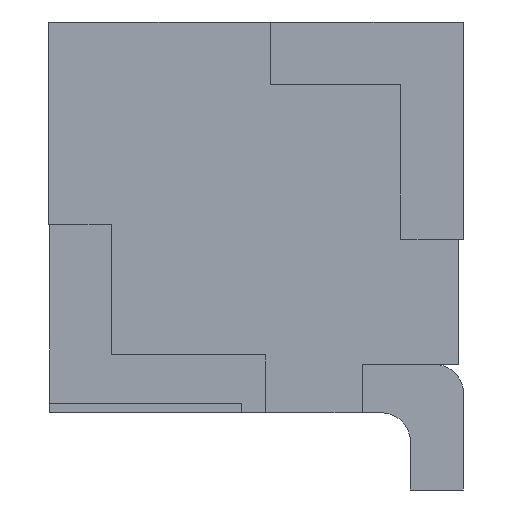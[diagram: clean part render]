
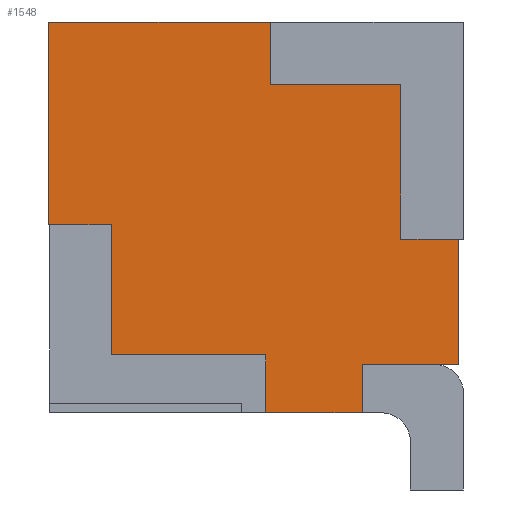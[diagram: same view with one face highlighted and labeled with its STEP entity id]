
A CAD part, left-side view. The second image highlights one B-rep face of the part: STEP entity #1548.
In plain terms, the highlighted planar face has unit normal (-1, 0, 0).
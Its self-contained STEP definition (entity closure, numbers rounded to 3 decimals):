
#52 = ORIENTED_EDGE ( 'NONE', *, *, #8133, .F. ) ;
#281 = CARTESIAN_POINT ( 'NONE',  ( -2.875, 1.95, 2.025 ) ) ;
#365 = VERTEX_POINT ( 'NONE', #4535 ) ;
#445 = DIRECTION ( 'NONE',  ( 0., 0., 1. ) ) ;
#470 = FACE_OUTER_BOUND ( 'NONE', #484, .T. ) ;
#484 = EDGE_LOOP ( 'NONE', ( #3508, #3184, #9168, #2483, #52, #5666, #6120, #6706, #6514, #8193, #548, #1582, #1798, #8649 ) ) ;
#548 = ORIENTED_EDGE ( 'NONE', *, *, #7892, .F. ) ;
#617 = CARTESIAN_POINT ( 'NONE',  ( -2.875, 1.95, 2.025 ) ) ;
#689 = VECTOR ( 'NONE', #2654, 1000. ) ;
#787 = PLANE ( 'NONE',  #6524 ) ;
#891 = VERTEX_POINT ( 'NONE', #1166 ) ;
#1166 = CARTESIAN_POINT ( 'NONE',  ( -2.875, 0.6, -0.225 ) ) ;
#1185 = CARTESIAN_POINT ( 'NONE',  ( -2.875, 4.25, -0.075 ) ) ;
#1439 = EDGE_CURVE ( 'NONE', #6936, #4657, #1516, .T. ) ;
#1516 = LINE ( 'NONE', #3761, #9017 ) ;
#1548 = ADVANCED_FACE ( 'NONE', ( #470 ), #787, .F. ) ;
#1565 = DIRECTION ( 'NONE',  ( 0., 0., 1. ) ) ;
#1573 = CARTESIAN_POINT ( 'NONE',  ( -2.875, 1.95, 1.375 ) ) ;
#1582 = ORIENTED_EDGE ( 'NONE', *, *, #9400, .F. ) ;
#1688 = DIRECTION ( 'NONE',  ( 0., 0., -1. ) ) ;
#1744 = CARTESIAN_POINT ( 'NONE',  ( -2.875, 0., 2.025 ) ) ;
#1782 = VECTOR ( 'NONE', #5980, 1000. ) ;
#1798 = ORIENTED_EDGE ( 'NONE', *, *, #5457, .F. ) ;
#1799 = CARTESIAN_POINT ( 'NONE',  ( -2.875, 4.25, -0.075 ) ) ;
#1862 = EDGE_CURVE ( 'NONE', #8985, #7490, #5006, .T. ) ;
#2271 = CARTESIAN_POINT ( 'NONE',  ( -2.875, 0.6, -0.225 ) ) ;
#2430 = LINE ( 'NONE', #1185, #8257 ) ;
#2483 = ORIENTED_EDGE ( 'NONE', *, *, #1439, .F. ) ;
#2536 = VERTEX_POINT ( 'NONE', #7419 ) ;
#2633 = CARTESIAN_POINT ( 'NONE',  ( -2.875, 4.25, 2.025 ) ) ;
#2654 = DIRECTION ( 'NONE',  ( 0., 0., 1. ) ) ;
#2771 = LINE ( 'NONE', #9335, #4279 ) ;
#2802 = LINE ( 'NONE', #6728, #6245 ) ;
#2833 = EDGE_CURVE ( 'NONE', #4361, #6064, #2771, .T. ) ;
#2865 = DIRECTION ( 'NONE',  ( 1., 0., 0. ) ) ;
#2932 = EDGE_CURVE ( 'NONE', #891, #8392, #6784, .T. ) ;
#3184 = ORIENTED_EDGE ( 'NONE', *, *, #3411, .F. ) ;
#3385 = CARTESIAN_POINT ( 'NONE',  ( -2.875, 0., -0.225 ) ) ;
#3411 = EDGE_CURVE ( 'NONE', #6480, #8985, #2430, .T. ) ;
#3508 = ORIENTED_EDGE ( 'NONE', *, *, #1862, .F. ) ;
#3761 = CARTESIAN_POINT ( 'NONE',  ( -2.875, 3.6, -1.425 ) ) ;
#3775 = VERTEX_POINT ( 'NONE', #6567 ) ;
#3845 = CARTESIAN_POINT ( 'NONE',  ( -2.875, 2., -1.425 ) ) ;
#3918 = CARTESIAN_POINT ( 'NONE',  ( -2.875, 2., -2.025 ) ) ;
#3947 = DIRECTION ( 'NONE',  ( 0., 0., 1. ) ) ;
#4024 = CARTESIAN_POINT ( 'NONE',  ( -2.875, 3.6, -0.075 ) ) ;
#4204 = VECTOR ( 'NONE', #7214, 1000. ) ;
#4235 = DIRECTION ( 'NONE',  ( 0., 1., 0. ) ) ;
#4279 = VECTOR ( 'NONE', #4235, 1000. ) ;
#4361 = VERTEX_POINT ( 'NONE', #5029 ) ;
#4535 = CARTESIAN_POINT ( 'NONE',  ( -2.875, 1.95, 1.375 ) ) ;
#4591 = DIRECTION ( 'NONE',  ( 0., 1., 0. ) ) ;
#4638 = LINE ( 'NONE', #6929, #7938 ) ;
#4642 = LINE ( 'NONE', #6148, #8057 ) ;
#4657 = VERTEX_POINT ( 'NONE', #6052 ) ;
#5006 = LINE ( 'NONE', #8520, #689 ) ;
#5029 = CARTESIAN_POINT ( 'NONE',  ( -2.875, 0., -1.525 ) ) ;
#5050 = CARTESIAN_POINT ( 'NONE',  ( -2.875, 1., -1.525 ) ) ;
#5071 = VECTOR ( 'NONE', #1565, 1000. ) ;
#5115 = LINE ( 'NONE', #2633, #9309 ) ;
#5188 = CARTESIAN_POINT ( 'NONE',  ( -2.875, 4.25, 2.025 ) ) ;
#5214 = VERTEX_POINT ( 'NONE', #3918 ) ;
#5220 = LINE ( 'NONE', #617, #4204 ) ;
#5432 = VECTOR ( 'NONE', #7593, 1000. ) ;
#5457 = EDGE_CURVE ( 'NONE', #6951, #365, #5220, .T. ) ;
#5645 = LINE ( 'NONE', #3845, #5071 ) ;
#5650 = LINE ( 'NONE', #1744, #5432 ) ;
#5666 = ORIENTED_EDGE ( 'NONE', *, *, #7469, .F. ) ;
#5980 = DIRECTION ( 'NONE',  ( 0., -1., 0. ) ) ;
#6052 = CARTESIAN_POINT ( 'NONE',  ( -2.875, 3.6, -1.425 ) ) ;
#6064 = VERTEX_POINT ( 'NONE', #5050 ) ;
#6120 = ORIENTED_EDGE ( 'NONE', *, *, #7969, .T. ) ;
#6148 = CARTESIAN_POINT ( 'NONE',  ( -2.875, 3.6, -0.075 ) ) ;
#6245 = VECTOR ( 'NONE', #8879, 1000. ) ;
#6445 = EDGE_CURVE ( 'NONE', #4657, #6480, #4642, .T. ) ;
#6480 = VERTEX_POINT ( 'NONE', #4024 ) ;
#6514 = ORIENTED_EDGE ( 'NONE', *, *, #6985, .T. ) ;
#6524 = AXIS2_PLACEMENT_3D ( 'NONE', #8064, #2865, #8790 ) ;
#6567 = CARTESIAN_POINT ( 'NONE',  ( -2.875, 0.6, 1.375 ) ) ;
#6644 = CARTESIAN_POINT ( 'NONE',  ( -2.875, 0.6, 1.375 ) ) ;
#6706 = ORIENTED_EDGE ( 'NONE', *, *, #2833, .F. ) ;
#6728 = CARTESIAN_POINT ( 'NONE',  ( -2.875, 4.25, -2.025 ) ) ;
#6784 = LINE ( 'NONE', #2271, #1782 ) ;
#6805 = VECTOR ( 'NONE', #1688, 1000. ) ;
#6922 = LINE ( 'NONE', #6644, #6805 ) ;
#6929 = CARTESIAN_POINT ( 'NONE',  ( -2.875, 1., 2.025 ) ) ;
#6936 = VERTEX_POINT ( 'NONE', #8987 ) ;
#6951 = VERTEX_POINT ( 'NONE', #281 ) ;
#6985 = EDGE_CURVE ( 'NONE', #4361, #8392, #5650, .T. ) ;
#7005 = VECTOR ( 'NONE', #8019, 1000. ) ;
#7087 = EDGE_CURVE ( 'NONE', #7490, #6951, #5115, .T. ) ;
#7214 = DIRECTION ( 'NONE',  ( 0., 0., -1. ) ) ;
#7419 = CARTESIAN_POINT ( 'NONE',  ( -2.875, 1., -2.025 ) ) ;
#7469 = EDGE_CURVE ( 'NONE', #2536, #5214, #2802, .T. ) ;
#7490 = VERTEX_POINT ( 'NONE', #5188 ) ;
#7593 = DIRECTION ( 'NONE',  ( 0., 0., 1. ) ) ;
#7892 = EDGE_CURVE ( 'NONE', #3775, #891, #6922, .T. ) ;
#7938 = VECTOR ( 'NONE', #3947, 1000. ) ;
#7969 = EDGE_CURVE ( 'NONE', #2536, #6064, #4638, .T. ) ;
#8019 = DIRECTION ( 'NONE',  ( 0., -1., 0. ) ) ;
#8057 = VECTOR ( 'NONE', #445, 1000. ) ;
#8064 = CARTESIAN_POINT ( 'NONE',  ( -2.875, 0., 0. ) ) ;
#8133 = EDGE_CURVE ( 'NONE', #5214, #6936, #5645, .T. ) ;
#8193 = ORIENTED_EDGE ( 'NONE', *, *, #2932, .F. ) ;
#8257 = VECTOR ( 'NONE', #8490, 1000. ) ;
#8371 = LINE ( 'NONE', #1573, #7005 ) ;
#8392 = VERTEX_POINT ( 'NONE', #3385 ) ;
#8475 = DIRECTION ( 'NONE',  ( 0., -1., 0. ) ) ;
#8490 = DIRECTION ( 'NONE',  ( 0., 1., 0. ) ) ;
#8520 = CARTESIAN_POINT ( 'NONE',  ( -2.875, 4.25, -0.025 ) ) ;
#8649 = ORIENTED_EDGE ( 'NONE', *, *, #7087, .F. ) ;
#8790 = DIRECTION ( 'NONE',  ( 0., 0., 1. ) ) ;
#8879 = DIRECTION ( 'NONE',  ( 0., 1., 0. ) ) ;
#8985 = VERTEX_POINT ( 'NONE', #1799 ) ;
#8987 = CARTESIAN_POINT ( 'NONE',  ( -2.875, 2., -1.425 ) ) ;
#9017 = VECTOR ( 'NONE', #4591, 1000. ) ;
#9168 = ORIENTED_EDGE ( 'NONE', *, *, #6445, .F. ) ;
#9309 = VECTOR ( 'NONE', #8475, 1000. ) ;
#9335 = CARTESIAN_POINT ( 'NONE',  ( -2.875, 4.25, -1.525 ) ) ;
#9400 = EDGE_CURVE ( 'NONE', #365, #3775, #8371, .T. ) ;
